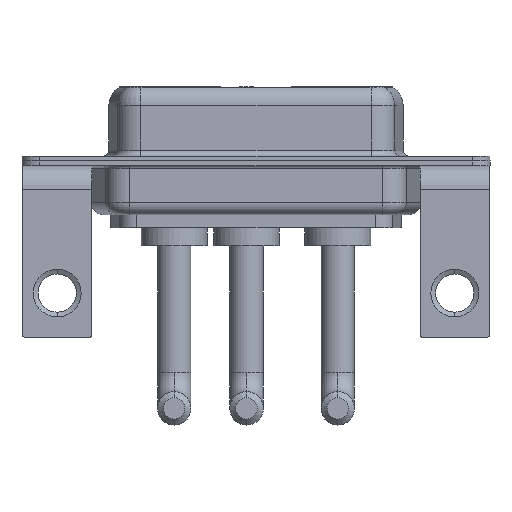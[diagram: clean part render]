
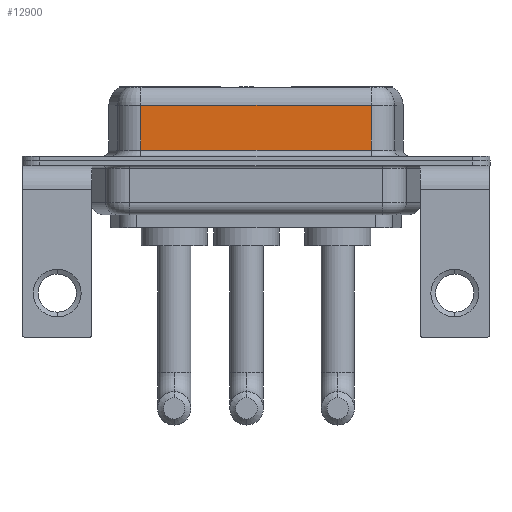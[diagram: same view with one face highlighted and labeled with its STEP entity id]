
A CAD part, front view. The second image highlights one B-rep face of the part: STEP entity #12900.
In plain terms, the highlighted planar face has unit normal (0, -1, 0).
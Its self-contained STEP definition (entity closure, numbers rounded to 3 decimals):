
#587 = DIRECTION ( 'NONE',  ( 1., 0., 0. ) ) ;
#1291 = VERTEX_POINT ( 'NONE', #5199 ) ;
#1694 = LINE ( 'NONE', #10664, #4972 ) ;
#1752 = FACE_OUTER_BOUND ( 'NONE', #5380, .T. ) ;
#1811 = ORIENTED_EDGE ( 'NONE', *, *, #7953, .T. ) ;
#2101 = LINE ( 'NONE', #2243, #8589 ) ;
#2243 = CARTESIAN_POINT ( 'NONE',  ( 26.287, -3.95, 4.65 ) ) ;
#3059 = DIRECTION ( 'NONE',  ( 0., 0., 1. ) ) ;
#3569 = VECTOR ( 'NONE', #7517, 1000. ) ;
#3680 = VERTEX_POINT ( 'NONE', #13603 ) ;
#3930 = CARTESIAN_POINT ( 'NONE',  ( 7.013, -3.95, 6.4 ) ) ;
#3942 = CARTESIAN_POINT ( 'NONE',  ( 26.287, -3.95, 6.4 ) ) ;
#3997 = DIRECTION ( 'NONE',  ( 0., 0., -1. ) ) ;
#4972 = VECTOR ( 'NONE', #587, 1000. ) ;
#5199 = CARTESIAN_POINT ( 'NONE',  ( 26.287, -3.95, 4.65 ) ) ;
#5380 = EDGE_LOOP ( 'NONE', ( #5492, #12866, #7792, #1811 ) ) ;
#5492 = ORIENTED_EDGE ( 'NONE', *, *, #8302, .F. ) ;
#6166 = VECTOR ( 'NONE', #3997, 1000. ) ;
#6213 = VERTEX_POINT ( 'NONE', #11523 ) ;
#6721 = DIRECTION ( 'NONE',  ( -1., 0., 0. ) ) ;
#7517 = DIRECTION ( 'NONE',  ( 0., 0., -1. ) ) ;
#7792 = ORIENTED_EDGE ( 'NONE', *, *, #8556, .T. ) ;
#7953 = EDGE_CURVE ( 'NONE', #6213, #13567, #1694, .T. ) ;
#8083 = AXIS2_PLACEMENT_3D ( 'NONE', #3942, #11748, #3059 ) ;
#8302 = EDGE_CURVE ( 'NONE', #1291, #13567, #14458, .T. ) ;
#8556 = EDGE_CURVE ( 'NONE', #3680, #6213, #10496, .T. ) ;
#8589 = VECTOR ( 'NONE', #6721, 1000. ) ;
#10496 = LINE ( 'NONE', #3930, #6166 ) ;
#10664 = CARTESIAN_POINT ( 'NONE',  ( 26.287, -3.95, 0.9 ) ) ;
#11523 = CARTESIAN_POINT ( 'NONE',  ( 7.013, -3.95, 0.9 ) ) ;
#11748 = DIRECTION ( 'NONE',  ( 0., 1., 0. ) ) ;
#11951 = CARTESIAN_POINT ( 'NONE',  ( 26.287, -3.95, 6.4 ) ) ;
#12866 = ORIENTED_EDGE ( 'NONE', *, *, #14083, .T. ) ;
#12900 = ADVANCED_FACE ( 'NONE', ( #1752 ), #13142, .F. ) ;
#13142 = PLANE ( 'NONE',  #8083 ) ;
#13423 = CARTESIAN_POINT ( 'NONE',  ( 26.287, -3.95, 0.9 ) ) ;
#13567 = VERTEX_POINT ( 'NONE', #13423 ) ;
#13603 = CARTESIAN_POINT ( 'NONE',  ( 7.013, -3.95, 4.65 ) ) ;
#14083 = EDGE_CURVE ( 'NONE', #1291, #3680, #2101, .T. ) ;
#14458 = LINE ( 'NONE', #11951, #3569 ) ;
